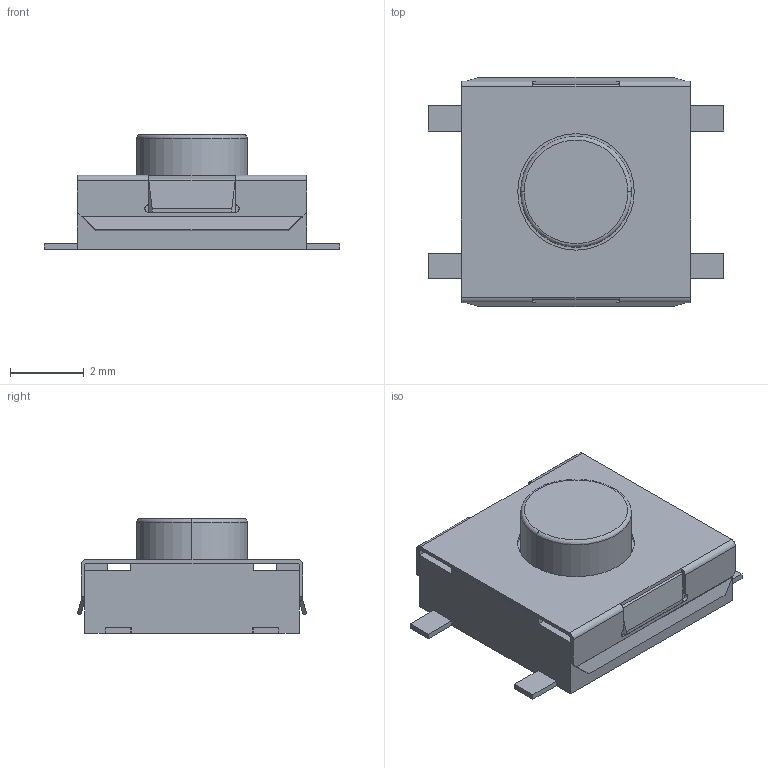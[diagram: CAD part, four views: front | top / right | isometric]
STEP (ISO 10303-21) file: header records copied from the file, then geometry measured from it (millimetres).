
FILE_DESCRIPTION (( 'STEP AP214' ), '1' );
FILE_NAME ('Tactil_switch_SMT.STEP', '2015-05-18T10:06:49', ( '' ), ( '' ), 'SwSTEP 2.0', 'SolidWorks 2015', '' );
FILE_SCHEMA (( 'AUTOMOTIVE_DESIGN' ));
Length unit declared in the file: millimetre
Products named in the file (3): Assem1_top cover;top cover; Tactil_switch_SMT; Assem1_base;base
Assembly tree (2 placements, depth 2):
  Tactil_switch_SMT
    Assem1_base;base
    Assem1_top cover;top cover
Bounding box: 8 x 6.2 x 3.1 mm (x, y, z)
Volume: 62.9 mm3; surface area: 250.7 mm2
Topology: 2 solids, 2 shells, 151 faces, 408 edges, 262 vertices
Faces by surface type: plane 111, cylinder 34, bspline 6
Entity records: 6575 total; most frequent: CARTESIAN_POINT 1016, ORIENTED_EDGE 816, DIRECTION 752, EDGE_CURVE 408, LINE 328, VECTOR 328, VERTEX_POINT 262, AXIS2_PLACEMENT_3D 212
